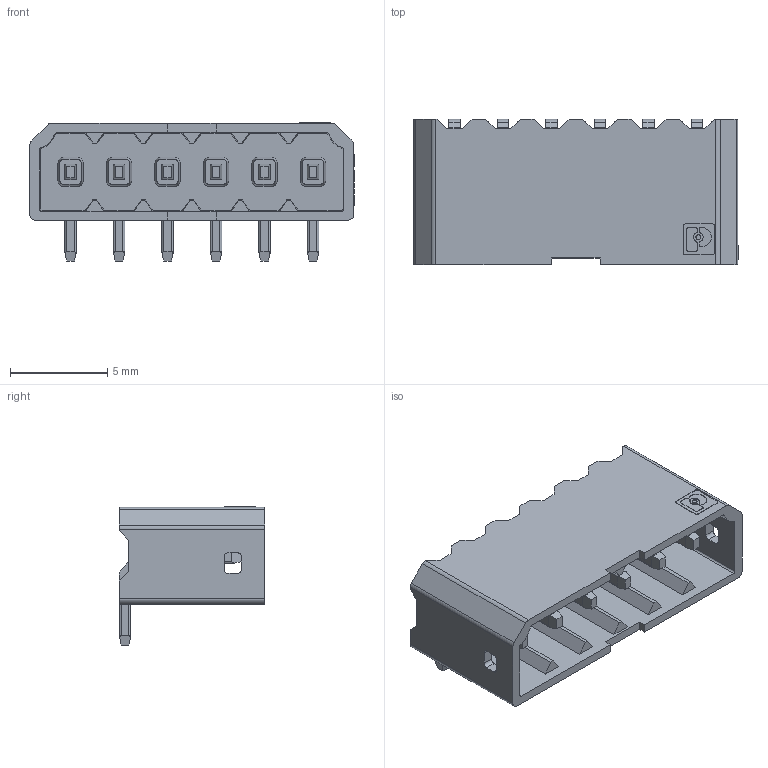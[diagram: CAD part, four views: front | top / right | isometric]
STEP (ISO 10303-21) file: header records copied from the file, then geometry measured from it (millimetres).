
FILE_DESCRIPTION(('Creo Elements/Direct Modeling STEP Export'),'2;1');
FILE_NAME('model.stp','2021-11-23T19:09:11',(''),(''),'Creo Elements/Direct Modeling STEP processor for AP214 (Solid Model)','Creo Elements/Direct Modeling 20.1D 10-Oct-2020 (C) Parametric Technology GmbH','');
FILE_SCHEMA(('AUTOMOTIVE_DESIGN { 1 0 10303 214 1 1 1 1 }'));
Length unit declared in the file: millimetre
Products named in the file (3): LP_PTSM_0_5_2_5_G_metall_H.1.4; AT_PTSM_0_5_2_5_HH_THR; PTSM_0.5_6-HH-2.5-THR
Assembly tree (7 placements, depth 2):
  PTSM_0.5_6-HH-2.5-THR
    LP_PTSM_0_5_2_5_G_metall_H.1.4  x6
    AT_PTSM_0_5_2_5_HH_THR
Bounding box: 16.72 x 7.5 x 7.12 mm (x, y, z)
Volume: 328.8 mm3; surface area: 924.7 mm2
Topology: 7 solids, 7 shells, 719 faces, 2076 edges, 1380 vertices
Faces by surface type: plane 574, cylinder 102, cone 26, extrusion 17
Entity records: 19495 total; most frequent: CARTESIAN_POINT 3475, ORIENTED_EDGE 2892, DIRECTION 2491, EDGE_CURVE 1446, VECTOR 1297, LINE 1280, VERTEX_POINT 960, AXIS2_PLACEMENT_3D 597
